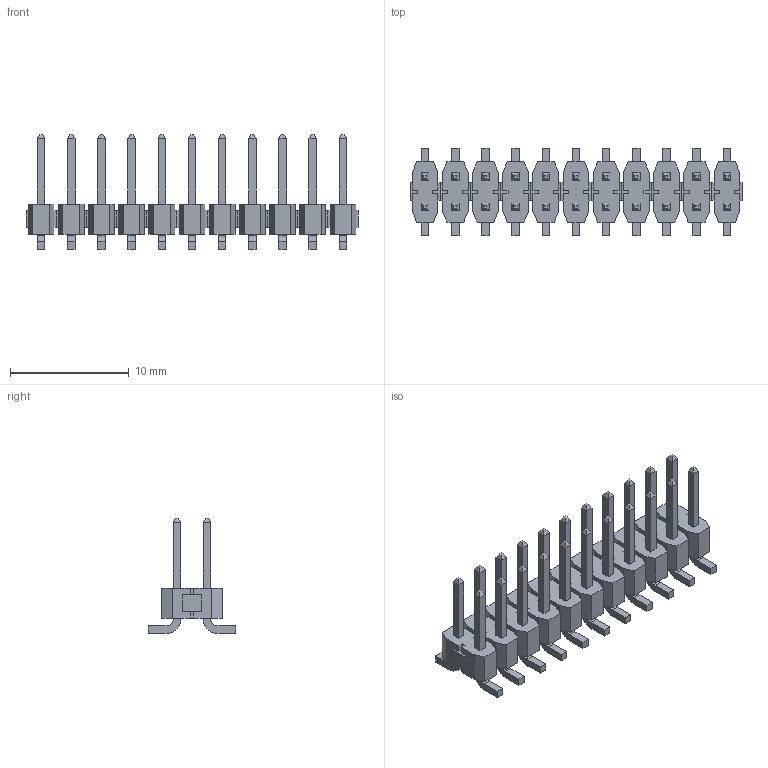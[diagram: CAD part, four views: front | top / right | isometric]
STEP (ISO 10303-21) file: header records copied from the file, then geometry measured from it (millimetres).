
FILE_DESCRIPTION (( 'STEP AP214' ), '1' );
FILE_NAME ('TSM-111-01-G-DV.STEP', '2021-03-11T11:18:47', ( '' ), ( '' ), 'SwSTEP 2.0', 'SolidWorks 2018', '' );
FILE_SCHEMA (( 'AUTOMOTIVE_DESIGN' ));
Length unit declared in the file: millimetre
Products named in the file (1): TSM-111-01-G-DV
Bounding box: 27.94 x 7.37 x 9.65 mm (x, y, z)
Volume: 370.4 mm3; surface area: 1126.6 mm2
Topology: 11 solids, 11 shells, 770 faces, 2024 edges, 1320 vertices
Faces by surface type: plane 726, cylinder 44
Entity records: 31786 total; most frequent: CARTESIAN_POINT 4115, ORIENTED_EDGE 4048, DIRECTION 3654, EDGE_CURVE 2024, LINE 1936, VECTOR 1936, VERTEX_POINT 1320, AXIS2_PLACEMENT_3D 859
